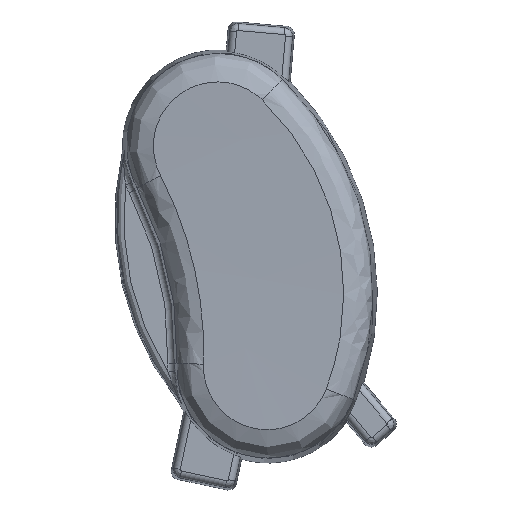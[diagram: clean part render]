
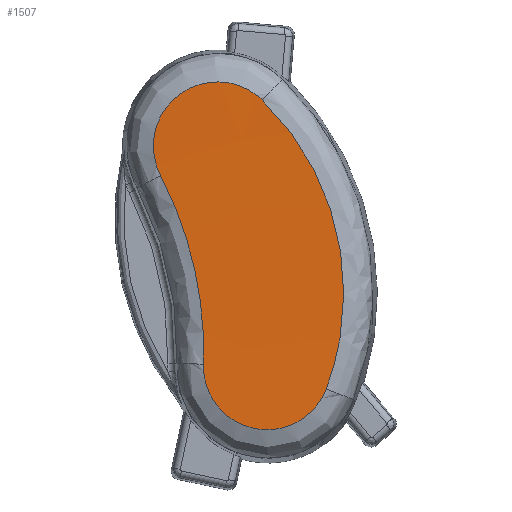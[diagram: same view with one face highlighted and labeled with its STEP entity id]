
A CAD part, top view. The second image highlights one B-rep face of the part: STEP entity #1507.
In plain terms, the highlighted conical face has half-angle 87.312 degrees and reference radius 9.141 mm.
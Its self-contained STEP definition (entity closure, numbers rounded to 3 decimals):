
#64=CONICAL_SURFACE('',#1663,9.141,1.524);
#251=FACE_OUTER_BOUND('',#345,.T.);
#345=EDGE_LOOP('',(#1363,#1364,#1365,#1366));
#418=B_SPLINE_CURVE_WITH_KNOTS('',3,(#3300,#3301,#3302,#3303,#3304,#3305,
#3306,#3307),.UNSPECIFIED.,.F.,.F.,(4,1,1,1,1,4),(-0.654,-0.467,
-0.28,-0.187,-0.093,0.),
 .UNSPECIFIED.);
#420=B_SPLINE_CURVE_WITH_KNOTS('',3,(#3335,#3336,#3337,#3338),
 .UNSPECIFIED.,.F.,.F.,(4,4),(0.,0.709),.UNSPECIFIED.);
#421=B_SPLINE_CURVE_WITH_KNOTS('',3,(#3381,#3382,#3383,#3384,#3385,#3386,
#3387,#3388),.UNSPECIFIED.,.F.,.F.,(4,1,1,1,1,4),(-0.644,-0.552,
-0.46,-0.276,-0.092,0.),
 .UNSPECIFIED.);
#422=B_SPLINE_CURVE_WITH_KNOTS('',3,(#3414,#3415,#3416,#3417,#3418),
 .UNSPECIFIED.,.F.,.F.,(4,1,4),(0.,0.486,1.135),
 .UNSPECIFIED.);
#704=VERTEX_POINT('',#3297);
#705=VERTEX_POINT('',#3299);
#706=VERTEX_POINT('',#3333);
#707=VERTEX_POINT('',#3379);
#921=EDGE_CURVE('',#704,#705,#418,.T.);
#925=EDGE_CURVE('',#706,#704,#420,.T.);
#927=EDGE_CURVE('',#707,#706,#421,.T.);
#928=EDGE_CURVE('',#705,#707,#422,.T.);
#1363=ORIENTED_EDGE('',*,*,#921,.F.);
#1364=ORIENTED_EDGE('',*,*,#925,.F.);
#1365=ORIENTED_EDGE('',*,*,#927,.F.);
#1366=ORIENTED_EDGE('',*,*,#928,.F.);
#1507=ADVANCED_FACE('',(#251),#64,.F.);
#1663=AXIS2_PLACEMENT_3D('',#3421,#2009,#2010);
#2009=DIRECTION('center_axis',(0.,0.,
1.));
#2010=DIRECTION('ref_axis',(1.,0.,0.));
#3297=CARTESIAN_POINT('',(52.565,6.283,13.868));
#3299=CARTESIAN_POINT('',(56.234,9.011,14.072));
#3300=CARTESIAN_POINT('Ctrl Pts',(52.565,6.283,13.868));
#3301=CARTESIAN_POINT('Ctrl Pts',(52.277,6.833,13.861));
#3302=CARTESIAN_POINT('Ctrl Pts',(52.177,8.175,13.88));
#3303=CARTESIAN_POINT('Ctrl Pts',(53.301,9.429,13.956));
#3304=CARTESIAN_POINT('Ctrl Pts',(54.538,9.722,14.013));
#3305=CARTESIAN_POINT('Ctrl Pts',(55.476,9.569,14.049));
#3306=CARTESIAN_POINT('Ctrl Pts',(56.011,9.227,14.066));
#3307=CARTESIAN_POINT('Ctrl Pts',(56.234,9.011,14.072));
#3333=CARTESIAN_POINT('',(54.118,-0.526,13.959));
#3335=CARTESIAN_POINT('Ctrl Pts',(54.118,-0.526,13.959));
#3336=CARTESIAN_POINT('Ctrl Pts',(54.196,1.827,13.924));
#3337=CARTESIAN_POINT('Ctrl Pts',(53.655,4.198,13.892));
#3338=CARTESIAN_POINT('Ctrl Pts',(52.565,6.283,13.868));
#3379=CARTESIAN_POINT('',(58.545,-1.425,14.169));
#3381=CARTESIAN_POINT('Ctrl Pts',(58.545,-1.425,14.169));
#3382=CARTESIAN_POINT('Ctrl Pts',(58.436,-1.711,14.168));
#3383=CARTESIAN_POINT('Ctrl Pts',(58.1,-2.235,14.162));
#3384=CARTESIAN_POINT('Ctrl Pts',(57.072,-2.949,14.13));
#3385=CARTESIAN_POINT('Ctrl Pts',(55.415,-2.949,14.061));
#3386=CARTESIAN_POINT('Ctrl Pts',(54.258,-1.757,13.987));
#3387=CARTESIAN_POINT('Ctrl Pts',(54.108,-0.832,13.963));
#3388=CARTESIAN_POINT('Ctrl Pts',(54.118,-0.526,13.959));
#3414=CARTESIAN_POINT('Ctrl Pts',(56.234,9.011,14.072));
#3415=CARTESIAN_POINT('Ctrl Pts',(57.395,7.886,14.103));
#3416=CARTESIAN_POINT('Ctrl Pts',(59.439,4.569,14.16));
#3417=CARTESIAN_POINT('Ctrl Pts',(59.316,0.589,14.175));
#3418=CARTESIAN_POINT('Ctrl Pts',(58.545,-1.425,14.169));
#3421=CARTESIAN_POINT('Origin',(42.778,3.641,13.821));
